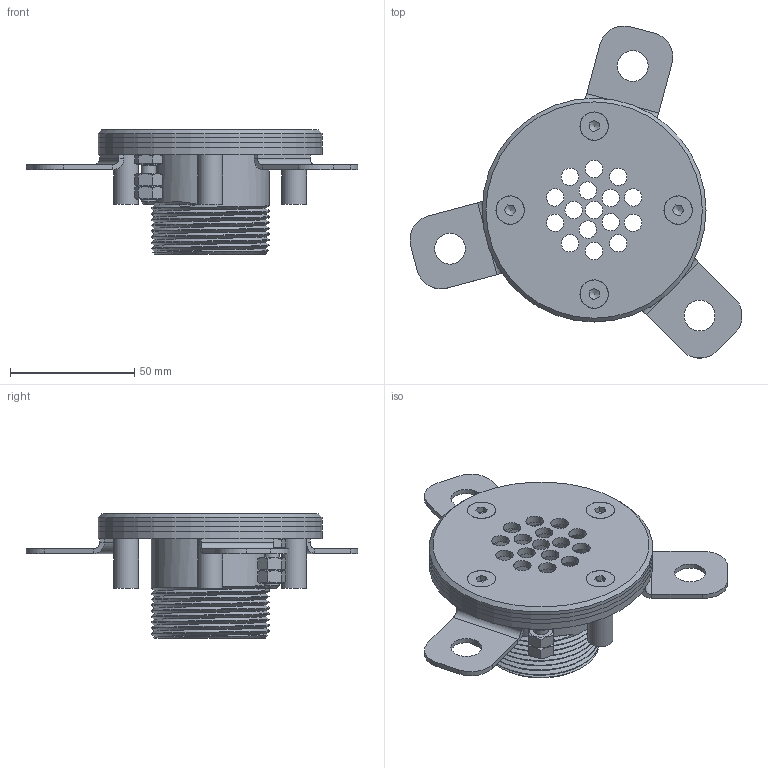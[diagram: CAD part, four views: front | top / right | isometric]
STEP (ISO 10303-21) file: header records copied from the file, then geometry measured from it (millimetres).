
FILE_DESCRIPTION(('STEP AP214'), '1');
FILE_NAME('Ð07-04 Ôîðñóíêà äîííàÿ O90 (ÍÐ 1.5) ïëåíêà', '2025-02-26T11:29:11', ('Runwill'), (''), 'C3D Converter', 'C3D Toolkit', '');
FILE_SCHEMA(('AUTOMOTIVE_DESIGN { 1 0 10303 214 3 1 1}'));
Length unit declared in the file: millimetre
Assembly tree (19 placements, depth 4):
  (unnamed)
    (unnamed)
      (unnamed)  x4
      (unnamed)
        (unnamed)
        (unnamed)  x2
    (unnamed)
    (unnamed)  x2
    (unnamed)  x2
    (unnamed)  x2
    (unnamed)
    (unnamed)  x2
Bounding box: 133.5 x 133.5 x 50 mm (x, y, z)
Volume: 79981.3 mm3; surface area: 72697.5 mm2
Topology: 18 solids, 18 shells, 249 faces, 560 edges, 349 vertices
Faces by surface type: plane 118, cylinder 83, cone 37, torus 9, bspline 2
Full cylindrical faces by diameter (mm): 4.917 x6, 6 x5, 7 x20, 7.5 x12, 10 x5, 11.34 x4, 12.4 x3, 41.5 x3, 47.5 x1, 90 x4
Entity records: 10092 total; most frequent: CARTESIAN_POINT 5676, DIRECTION 758, ORIENTED_EDGE 624, AXIS2_PLACEMENT_3D 324, EDGE_CURVE 312, EDGE_LOOP 297, VERTEX_POINT 233, FACE_BOUND 183
